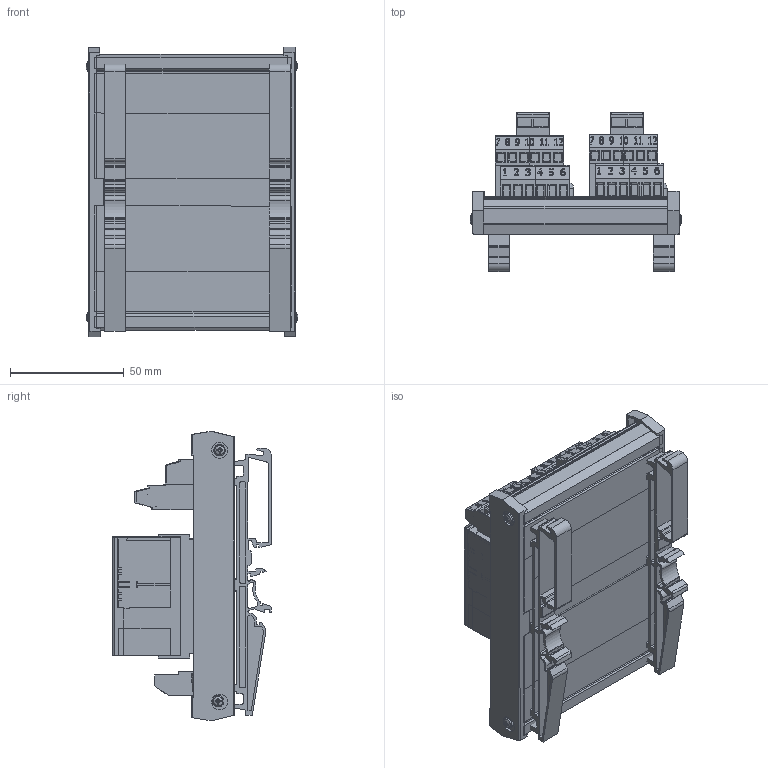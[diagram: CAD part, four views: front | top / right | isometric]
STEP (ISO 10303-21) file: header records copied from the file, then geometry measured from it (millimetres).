
FILE_DESCRIPTION((''),'2;1');
FILE_NAME('6Pole8Amp_2Channel.stp','2015-07-08T15:27:40',('CAD Station'),(''),'Autodesk Inventor 2013','Autodesk Inventor 2013','');
FILE_SCHEMA(('CONFIG_CONTROL_DESIGN'));
Length unit declared in the file: millimetre
Products named in the file (22): 6Pole8Amp_2Channel; 6P8ABase2Channel; RELAY6P8AAssy; 6Pole8AmpRelay; 6Pole8AmpRelayHolder; Green1-12; 1-6; 3 GREEN updated; 7-12; Red_Bulb; PlusNeg; 2 hole green; PosNegLabel; Resistor1Assy; resistor body; resistor leg; BlackResAssy; Mini_Black_Resistor; Case_Part_6_POLE_120_2Channel; Base_Leg_120; Base_Side_120; BS EN ISO 7045 Z - Metric M2.5 x 10 - 4.8 - Z
Assembly tree (38 placements, depth 3):
  6Pole8Amp_2Channel
    6P8ABase2Channel
    RELAY6P8AAssy  x2
      6Pole8AmpRelay
      6Pole8AmpRelayHolder
    Green1-12  x2
      1-6
      3 GREEN updated
      7-12
    Red_Bulb  x2
    PlusNeg  x2
      2 hole green
      PosNegLabel
    Resistor1Assy  x2
      resistor body
      resistor leg
    BlackResAssy  x4
      Mini_Black_Resistor
      resistor leg
    Case_Part_6_POLE_120_2Channel
    Base_Leg_120  x2
    Base_Side_120  x2
    BS EN ISO 7045 Z - Metric M2.5 x 10 - 4.8 - Z  x4
Bounding box: 92.95 x 69.91 x 127.07 mm (x, y, z)
Volume: 123114.1 mm3; surface area: 152982.9 mm2
Topology: 46 solids, 50 shells, 2857 faces, 7580 edges, 4984 vertices
Faces by surface type: plane 1905, cylinder 467, bspline 337, cone 88, torus 32, sphere 28
Full cylindrical faces by diameter (mm): 0.5 x24, 1 x24, 2.256 x4, 2.5 x32, 2.51 x4, 3 x8, 3.2 x4, 3.75 x4, 4 x24, 6 x2, 7 x4, 9 x4, 11.5 x2
Entity records: 46407 total; most frequent: CARTESIAN_POINT 10924, ORIENTED_EDGE 7428, DIRECTION 6252, EDGE_CURVE 3728, VECTOR 2822, LINE 2822, VERTEX_POINT 2504, AXIS2_PLACEMENT_3D 1715
